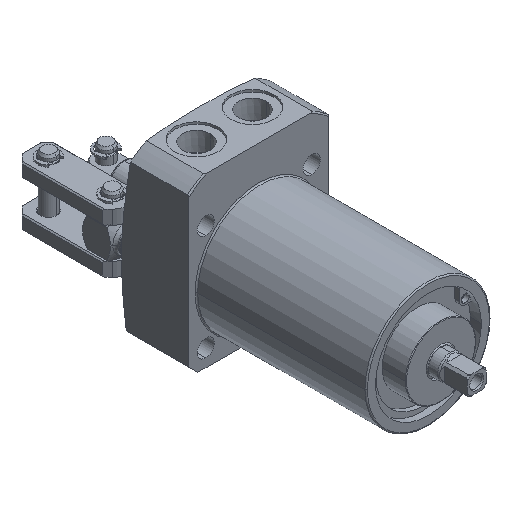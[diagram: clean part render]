
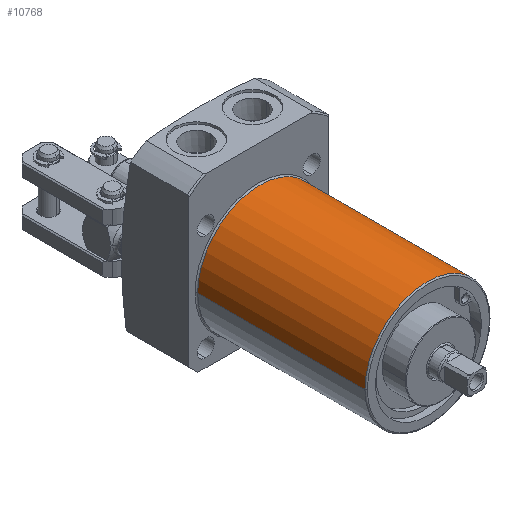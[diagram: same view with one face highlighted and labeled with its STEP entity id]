
A CAD part, isometric view. The second image highlights one B-rep face of the part: STEP entity #10768.
In plain terms, the highlighted cylindrical face has radius 20 mm (diameter 40 mm), a partial arc.
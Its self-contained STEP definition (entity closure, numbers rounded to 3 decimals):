
#714 = VERTEX_POINT ( 'NONE', #9439 ) ;
#715 = VERTEX_POINT ( 'NONE', #9440 ) ;
#716 = VERTEX_POINT ( 'NONE', #9441 ) ;
#1165 = EDGE_LOOP ( 'NONE', ( #4944, #4942, #4943, #4941 ) ) ;
#1887 = VERTEX_POINT ( 'NONE', #9801 ) ;
#2250 = CARTESIAN_POINT ( 'NONE',  ( 0., -78.3, 0. ) ) ;
#2251 = DIRECTION ( 'NONE',  ( 0., 1., 0. ) ) ;
#2252 = DIRECTION ( 'NONE',  ( -1., 0., 0. ) ) ;
#2256 = CARTESIAN_POINT ( 'NONE',  ( 0., -24.6, 0. ) ) ;
#2257 = LINE ( 'NONE', #2258, #7046 ) ;
#2258 = CARTESIAN_POINT ( 'NONE',  ( 20., 0., 0. ) ) ;
#2259 = DIRECTION ( 'NONE',  ( 0., 1., 0. ) ) ;
#2260 = DIRECTION ( 'NONE',  ( 0., 1., 0. ) ) ;
#2261 = DIRECTION ( 'NONE',  ( -1., 0., 0. ) ) ;
#2263 = LINE ( 'NONE', #2264, #7049 ) ;
#2264 = CARTESIAN_POINT ( 'NONE',  ( -20., 0., 0. ) ) ;
#2265 = DIRECTION ( 'NONE',  ( 0., 1., 0. ) ) ;
#2632 = CARTESIAN_POINT ( 'NONE',  ( 0., 0., 0. ) ) ;
#2633 = DIRECTION ( 'NONE',  ( 0., 1., 0. ) ) ;
#2634 = DIRECTION ( 'NONE',  ( -1., 0., 0. ) ) ;
#4856 = FACE_OUTER_BOUND ( 'NONE', #1165, .T. ) ;
#4859 = AXIS2_PLACEMENT_3D ( 'NONE', #2632, #2633, #2634 ) ;
#4860 = CYLINDRICAL_SURFACE ( 'NONE', #4859, 20. ) ;
#4941 = ORIENTED_EDGE ( 'NONE', *, *, #11000, .F. ) ;
#4942 = ORIENTED_EDGE ( 'NONE', *, *, #10998, .T. ) ;
#4943 = ORIENTED_EDGE ( 'NONE', *, *, #10999, .F. ) ;
#4944 = ORIENTED_EDGE ( 'NONE', *, *, #10996, .T. ) ;
#7041 = AXIS2_PLACEMENT_3D ( 'NONE', #2250, #2251, #2252 ) ;
#7043 = AXIS2_PLACEMENT_3D ( 'NONE', #2256, #2260, #2261 ) ;
#7046 = VECTOR ( 'NONE', #2259, 1000. ) ;
#7049 = VECTOR ( 'NONE', #2265, 1000. ) ;
#8549 = CIRCLE ( 'NONE', #7041, 20. ) ;
#8551 = CIRCLE ( 'NONE', #7043, 20. ) ;
#9439 = CARTESIAN_POINT ( 'NONE',  ( 20., -24.6, 0. ) ) ;
#9440 = CARTESIAN_POINT ( 'NONE',  ( -20., -78.3, 0. ) ) ;
#9441 = CARTESIAN_POINT ( 'NONE',  ( 20., -78.3, 0. ) ) ;
#9801 = CARTESIAN_POINT ( 'NONE',  ( -20., -24.6, 0. ) ) ;
#10768 = ADVANCED_FACE ( 'NONE', ( #4856 ), #4860, .T. ) ;
#10996 = EDGE_CURVE ( 'NONE', #715, #716, #8549, .T. ) ;
#10998 = EDGE_CURVE ( 'NONE', #716, #714, #2257, .T. ) ;
#10999 = EDGE_CURVE ( 'NONE', #1887, #714, #8551, .T. ) ;
#11000 = EDGE_CURVE ( 'NONE', #715, #1887, #2263, .T. ) ;
